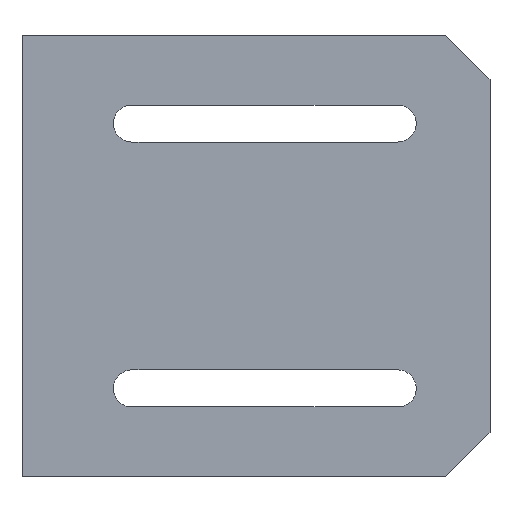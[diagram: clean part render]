
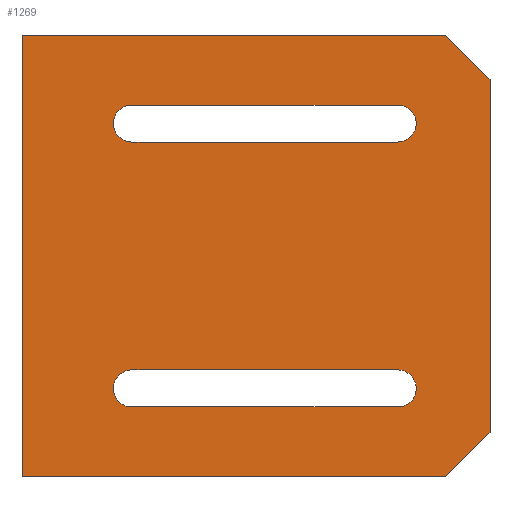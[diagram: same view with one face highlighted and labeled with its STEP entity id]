
A CAD part, front view. The second image highlights one B-rep face of the part: STEP entity #1269.
In plain terms, the highlighted planar face has unit normal (0, -1, 0).
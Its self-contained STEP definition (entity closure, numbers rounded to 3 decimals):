
#3 = CARTESIAN_POINT ( 'NONE',  ( 0., 0., 50. ) ) ;
#12 = DIRECTION ( 'NONE',  ( -1., 0., 0. ) ) ;
#31 = CIRCLE ( 'NONE', #390, 2.1 ) ;
#43 = DIRECTION ( 'NONE',  ( 0., 1., 0. ) ) ;
#63 = ORIENTED_EDGE ( 'NONE', *, *, #1318, .T. ) ;
#81 = CARTESIAN_POINT ( 'NONE',  ( 12.455, 0., 37.9 ) ) ;
#83 = DIRECTION ( 'NONE',  ( 0., 1., 0. ) ) ;
#101 = VECTOR ( 'NONE', #1279, 1000. ) ;
#110 = EDGE_LOOP ( 'NONE', ( #1223, #383, #1347, #366, #269, #1221 ) ) ;
#114 = CARTESIAN_POINT ( 'NONE',  ( 53., 0., 50. ) ) ;
#121 = CARTESIAN_POINT ( 'NONE',  ( 42.5, 0., 7.9 ) ) ;
#146 = DIRECTION ( 'NONE',  ( -1., 0., 0. ) ) ;
#162 = VECTOR ( 'NONE', #12, 1000. ) ;
#183 = CARTESIAN_POINT ( 'NONE',  ( 12.5, 0., 42.1 ) ) ;
#190 = CARTESIAN_POINT ( 'NONE',  ( 12.455, 0., 40. ) ) ;
#195 = EDGE_CURVE ( 'NONE', #469, #471, #531, .T. ) ;
#204 = VERTEX_POINT ( 'NONE', #1034 ) ;
#211 = VECTOR ( 'NONE', #309, 1000. ) ;
#216 = VECTOR ( 'NONE', #1042, 1000. ) ;
#247 = ORIENTED_EDGE ( 'NONE', *, *, #1354, .T. ) ;
#255 = EDGE_CURVE ( 'NONE', #471, #894, #1344, .T. ) ;
#256 = EDGE_CURVE ( 'NONE', #469, #204, #627, .T. ) ;
#265 = CARTESIAN_POINT ( 'NONE',  ( 0., 0., 0. ) ) ;
#269 = ORIENTED_EDGE ( 'NONE', *, *, #1139, .T. ) ;
#276 = VERTEX_POINT ( 'NONE', #1250 ) ;
#288 = CARTESIAN_POINT ( 'NONE',  ( 53., 0., 50. ) ) ;
#300 = CARTESIAN_POINT ( 'NONE',  ( 42.545, 0., 40. ) ) ;
#308 = VERTEX_POINT ( 'NONE', #880 ) ;
#309 = DIRECTION ( 'NONE',  ( 1., 0., 0. ) ) ;
#315 = CIRCLE ( 'NONE', #693, 2.1 ) ;
#356 = CIRCLE ( 'NONE', #1133, 2.1 ) ;
#363 = DIRECTION ( 'NONE',  ( -0.707, 0., 0.707 ) ) ;
#366 = ORIENTED_EDGE ( 'NONE', *, *, #457, .T. ) ;
#371 = DIRECTION ( 'NONE',  ( 0., 1., 0. ) ) ;
#374 = VERTEX_POINT ( 'NONE', #121 ) ;
#383 = ORIENTED_EDGE ( 'NONE', *, *, #545, .T. ) ;
#387 = CARTESIAN_POINT ( 'NONE',  ( 42.5, 0., 42.1 ) ) ;
#390 = AXIS2_PLACEMENT_3D ( 'NONE', #190, #83, #844 ) ;
#403 = DIRECTION ( 'NONE',  ( 0., 0., -1. ) ) ;
#416 = FACE_BOUND ( 'NONE', #1238, .T. ) ;
#433 = LINE ( 'NONE', #114, #101 ) ;
#450 = VECTOR ( 'NONE', #363, 1000. ) ;
#451 = DIRECTION ( 'NONE',  ( -1., 0., 0. ) ) ;
#457 = EDGE_CURVE ( 'NONE', #489, #1365, #759, .T. ) ;
#469 = VERTEX_POINT ( 'NONE', #477 ) ;
#471 = VERTEX_POINT ( 'NONE', #265 ) ;
#473 = CARTESIAN_POINT ( 'NONE',  ( 48., 0., 0. ) ) ;
#477 = CARTESIAN_POINT ( 'NONE',  ( 0., 0., 50. ) ) ;
#489 = VERTEX_POINT ( 'NONE', #1021 ) ;
#493 = VERTEX_POINT ( 'NONE', #387 ) ;
#500 = EDGE_CURVE ( 'NONE', #571, #276, #1215, .T. ) ;
#512 = DIRECTION ( 'NONE',  ( 0., 1., 0. ) ) ;
#514 = CARTESIAN_POINT ( 'NONE',  ( 53., 0., 42.1 ) ) ;
#515 = DIRECTION ( 'NONE',  ( -1., 0., 0. ) ) ;
#531 = LINE ( 'NONE', #3, #1083 ) ;
#532 = LINE ( 'NONE', #969, #162 ) ;
#545 = EDGE_CURVE ( 'NONE', #493, #1325, #315, .T. ) ;
#548 = DIRECTION ( 'NONE',  ( -1., 0., 0. ) ) ;
#571 = VERTEX_POINT ( 'NONE', #1323 ) ;
#609 = VERTEX_POINT ( 'NONE', #679 ) ;
#619 = CARTESIAN_POINT ( 'NONE',  ( 53., 0., 0. ) ) ;
#621 = EDGE_CURVE ( 'NONE', #308, #1086, #803, .T. ) ;
#627 = LINE ( 'NONE', #288, #216 ) ;
#633 = CARTESIAN_POINT ( 'NONE',  ( 53., 0., 5. ) ) ;
#642 = CARTESIAN_POINT ( 'NONE',  ( 53., 0., 50. ) ) ;
#650 = VERTEX_POINT ( 'NONE', #1195 ) ;
#653 = CARTESIAN_POINT ( 'NONE',  ( 53., 0., 37.9 ) ) ;
#675 = CARTESIAN_POINT ( 'NONE',  ( 42.545, 0., 40. ) ) ;
#679 = CARTESIAN_POINT ( 'NONE',  ( 53., 0., 5. ) ) ;
#693 = AXIS2_PLACEMENT_3D ( 'NONE', #675, #910, #1106 ) ;
#709 = EDGE_CURVE ( 'NONE', #772, #204, #1207, .T. ) ;
#714 = VECTOR ( 'NONE', #743, 1000. ) ;
#721 = LINE ( 'NONE', #633, #1174 ) ;
#743 = DIRECTION ( 'NONE',  ( 1., 0., 0. ) ) ;
#759 = LINE ( 'NONE', #653, #877 ) ;
#772 = VERTEX_POINT ( 'NONE', #1369 ) ;
#786 = CARTESIAN_POINT ( 'NONE',  ( 12.455, 0., 40. ) ) ;
#788 = EDGE_CURVE ( 'NONE', #374, #571, #532, .T. ) ;
#793 = EDGE_CURVE ( 'NONE', #772, #609, #433, .T. ) ;
#803 = CIRCLE ( 'NONE', #1263, 2.1 ) ;
#817 = VECTOR ( 'NONE', #1367, 1000. ) ;
#826 = AXIS2_PLACEMENT_3D ( 'NONE', #642, #1047, #938 ) ;
#842 = CARTESIAN_POINT ( 'NONE',  ( 42.545, 0., 10. ) ) ;
#844 = DIRECTION ( 'NONE',  ( -1., 0., 0. ) ) ;
#852 = CARTESIAN_POINT ( 'NONE',  ( 42.545, 0., 42.1 ) ) ;
#877 = VECTOR ( 'NONE', #548, 1000. ) ;
#879 = ORIENTED_EDGE ( 'NONE', *, *, #195, .T. ) ;
#880 = CARTESIAN_POINT ( 'NONE',  ( 12.455, 0., 42.1 ) ) ;
#894 = VERTEX_POINT ( 'NONE', #473 ) ;
#910 = DIRECTION ( 'NONE',  ( 0., 1., 0. ) ) ;
#911 = ORIENTED_EDGE ( 'NONE', *, *, #1268, .T. ) ;
#938 = DIRECTION ( 'NONE',  ( -1., 0., 0. ) ) ;
#942 = CIRCLE ( 'NONE', #1349, 2.1 ) ;
#946 = EDGE_LOOP ( 'NONE', ( #1319, #997, #1334, #879, #983, #63 ) ) ;
#969 = CARTESIAN_POINT ( 'NONE',  ( 53., 0., 7.9 ) ) ;
#983 = ORIENTED_EDGE ( 'NONE', *, *, #255, .T. ) ;
#997 = ORIENTED_EDGE ( 'NONE', *, *, #709, .T. ) ;
#1021 = CARTESIAN_POINT ( 'NONE',  ( 42.545, 0., 37.9 ) ) ;
#1027 = CARTESIAN_POINT ( 'NONE',  ( 12.455, 0., 10. ) ) ;
#1034 = CARTESIAN_POINT ( 'NONE',  ( 48., 0., 50. ) ) ;
#1036 = EDGE_CURVE ( 'NONE', #1086, #493, #1348, .T. ) ;
#1042 = DIRECTION ( 'NONE',  ( 1., 0., 0. ) ) ;
#1043 = DIRECTION ( 'NONE',  ( -1., 0., 0. ) ) ;
#1047 = DIRECTION ( 'NONE',  ( 0., 1., 0. ) ) ;
#1080 = ORIENTED_EDGE ( 'NONE', *, *, #788, .T. ) ;
#1083 = VECTOR ( 'NONE', #403, 1000. ) ;
#1086 = VERTEX_POINT ( 'NONE', #183 ) ;
#1090 = CARTESIAN_POINT ( 'NONE',  ( 48., 0., 50. ) ) ;
#1106 = DIRECTION ( 'NONE',  ( -1., 0., 0. ) ) ;
#1133 = AXIS2_PLACEMENT_3D ( 'NONE', #300, #512, #1043 ) ;
#1139 = EDGE_CURVE ( 'NONE', #1365, #308, #31, .T. ) ;
#1156 = AXIS2_PLACEMENT_3D ( 'NONE', #1027, #43, #146 ) ;
#1160 = FACE_OUTER_BOUND ( 'NONE', #946, .T. ) ;
#1174 = VECTOR ( 'NONE', #1343, 1000. ) ;
#1195 = CARTESIAN_POINT ( 'NONE',  ( 42.545, 0., 12.1 ) ) ;
#1206 = EDGE_CURVE ( 'NONE', #1325, #489, #356, .T. ) ;
#1207 = LINE ( 'NONE', #1090, #450 ) ;
#1215 = CIRCLE ( 'NONE', #1156, 2.1 ) ;
#1221 = ORIENTED_EDGE ( 'NONE', *, *, #621, .T. ) ;
#1223 = ORIENTED_EDGE ( 'NONE', *, *, #1036, .T. ) ;
#1238 = EDGE_LOOP ( 'NONE', ( #911, #247, #1080, #1290 ) ) ;
#1241 = CARTESIAN_POINT ( 'NONE',  ( 53., 0., 12.1 ) ) ;
#1249 = FACE_BOUND ( 'NONE', #110, .T. ) ;
#1250 = CARTESIAN_POINT ( 'NONE',  ( 12.455, 0., 12.1 ) ) ;
#1255 = DIRECTION ( 'NONE',  ( 0., 1., 0. ) ) ;
#1260 = PLANE ( 'NONE',  #826 ) ;
#1263 = AXIS2_PLACEMENT_3D ( 'NONE', #786, #371, #451 ) ;
#1268 = EDGE_CURVE ( 'NONE', #276, #650, #1350, .T. ) ;
#1269 = ADVANCED_FACE ( 'NONE', ( #1249, #416, #1160 ), #1260, .F. ) ;
#1279 = DIRECTION ( 'NONE',  ( 0., 0., -1. ) ) ;
#1290 = ORIENTED_EDGE ( 'NONE', *, *, #500, .T. ) ;
#1318 = EDGE_CURVE ( 'NONE', #894, #609, #721, .T. ) ;
#1319 = ORIENTED_EDGE ( 'NONE', *, *, #793, .F. ) ;
#1323 = CARTESIAN_POINT ( 'NONE',  ( 12.5, 0., 7.9 ) ) ;
#1325 = VERTEX_POINT ( 'NONE', #852 ) ;
#1334 = ORIENTED_EDGE ( 'NONE', *, *, #256, .F. ) ;
#1343 = DIRECTION ( 'NONE',  ( 0.707, 0., 0.707 ) ) ;
#1344 = LINE ( 'NONE', #619, #817 ) ;
#1347 = ORIENTED_EDGE ( 'NONE', *, *, #1206, .T. ) ;
#1348 = LINE ( 'NONE', #514, #211 ) ;
#1349 = AXIS2_PLACEMENT_3D ( 'NONE', #842, #1255, #515 ) ;
#1350 = LINE ( 'NONE', #1241, #714 ) ;
#1354 = EDGE_CURVE ( 'NONE', #650, #374, #942, .T. ) ;
#1365 = VERTEX_POINT ( 'NONE', #81 ) ;
#1367 = DIRECTION ( 'NONE',  ( 1., 0., 0. ) ) ;
#1369 = CARTESIAN_POINT ( 'NONE',  ( 53., 0., 45. ) ) ;
